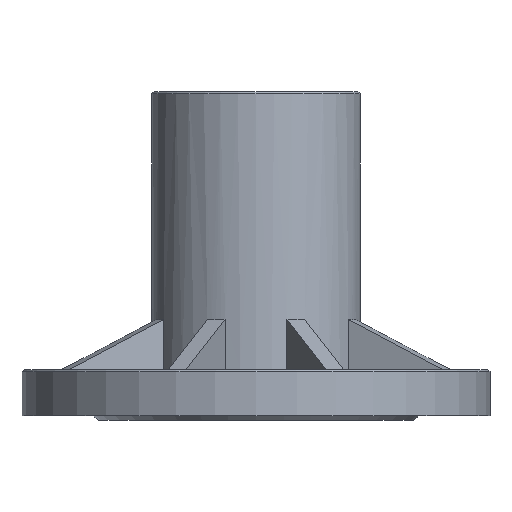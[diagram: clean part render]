
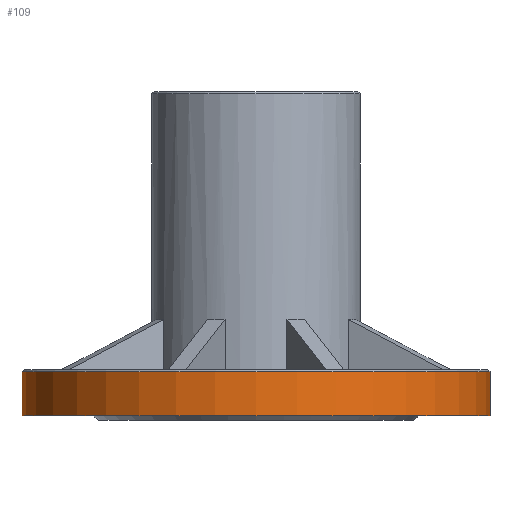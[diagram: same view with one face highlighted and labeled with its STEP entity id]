
A CAD part, front view. The second image highlights one B-rep face of the part: STEP entity #109.
In plain terms, the highlighted cylindrical face has radius 101 mm (diameter 202 mm), a full revolution.
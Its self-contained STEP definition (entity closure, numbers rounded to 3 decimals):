
#109 = ADVANCED_FACE( '', ( #261, #262 ), #263, .T. );
#261 = FACE_OUTER_BOUND( '', #440, .T. );
#262 = FACE_OUTER_BOUND( '', #441, .T. );
#263 = CYLINDRICAL_SURFACE( '', #442, 101. );
#440 = EDGE_LOOP( '', ( #741 ) );
#441 = EDGE_LOOP( '', ( #742 ) );
#442 = AXIS2_PLACEMENT_3D( '', #743, #744, #745 );
#741 = ORIENTED_EDGE( '', *, *, #981, .T. );
#742 = ORIENTED_EDGE( '', *, *, #983, .F. );
#743 = CARTESIAN_POINT( '', ( 0., 0., 22. ) );
#744 = DIRECTION( '', ( 0., 0., -1. ) );
#745 = DIRECTION( '', ( 1., 0., 0. ) );
#981 = EDGE_CURVE( '', #1180, #1180, #1181, .T. );
#983 = EDGE_CURVE( '', #1183, #1183, #1184, .T. );
#1180 = VERTEX_POINT( '', #1431 );
#1181 = CIRCLE( '', #1432, 101. );
#1183 = VERTEX_POINT( '', #1434 );
#1184 = CIRCLE( '', #1435, 101. );
#1431 = CARTESIAN_POINT( '', ( 101., 0., 2. ) );
#1432 = AXIS2_PLACEMENT_3D( '', #1673, #1674, #1675 );
#1434 = CARTESIAN_POINT( '', ( 101., 0., 21. ) );
#1435 = AXIS2_PLACEMENT_3D( '', #1676, #1677, #1678 );
#1673 = CARTESIAN_POINT( '', ( 0., 0., 2. ) );
#1674 = DIRECTION( '', ( 0., 0., 1. ) );
#1675 = DIRECTION( '', ( 1., 0., 0. ) );
#1676 = CARTESIAN_POINT( '', ( 0., 0., 21. ) );
#1677 = DIRECTION( '', ( 0., 0., 1. ) );
#1678 = DIRECTION( '', ( 1., 0., 0. ) );
